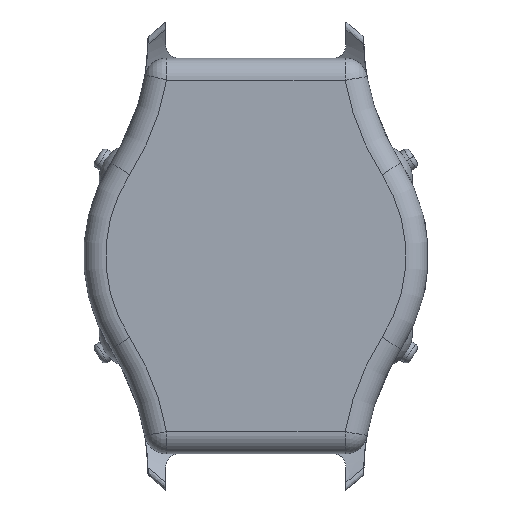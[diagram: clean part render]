
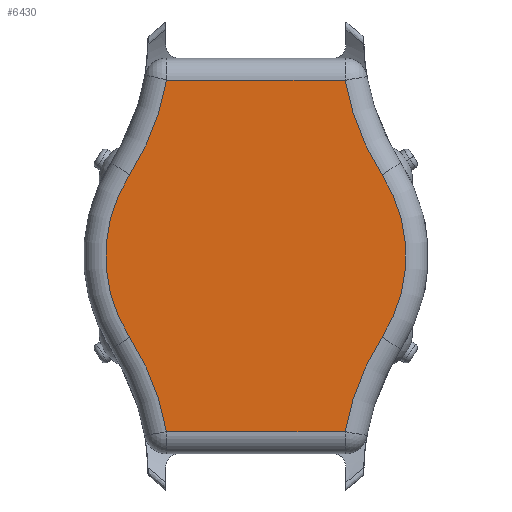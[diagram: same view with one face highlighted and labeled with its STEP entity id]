
A CAD part, front view. The second image highlights one B-rep face of the part: STEP entity #6430.
In plain terms, the highlighted planar face has unit normal (0, -1, 0).
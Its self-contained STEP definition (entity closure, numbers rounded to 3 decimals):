
#65 = VERTEX_POINT ( 'NONE', #2919 ) ;
#80 = EDGE_CURVE ( 'NONE', #3647, #22694, #14756, .T. ) ;
#415 = ORIENTED_EDGE ( 'NONE', *, *, #6768, .T. ) ;
#1577 = DIRECTION ( 'NONE',  ( 0., -1., 0. ) ) ;
#2919 = CARTESIAN_POINT ( 'NONE',  ( 10.123, -11.31, -19.9 ) ) ;
#2964 = LINE ( 'NONE', #23249, #31973 ) ;
#2990 = EDGE_CURVE ( 'NONE', #26230, #6926, #9607, .T. ) ;
#3259 = CARTESIAN_POINT ( 'NONE',  ( 10.123, -11.31, 19.9 ) ) ;
#3647 = VERTEX_POINT ( 'NONE', #18562 ) ;
#3813 = ORIENTED_EDGE ( 'NONE', *, *, #80, .T. ) ;
#4300 = ORIENTED_EDGE ( 'NONE', *, *, #6702, .T. ) ;
#4553 = CARTESIAN_POINT ( 'NONE',  ( 0., -11.31, 0. ) ) ;
#4691 = DIRECTION ( 'NONE',  ( 0., -1., 0. ) ) ;
#5729 = CARTESIAN_POINT ( 'NONE',  ( -14.293, -11.31, -9.203 ) ) ;
#5878 = AXIS2_PLACEMENT_3D ( 'NONE', #7184, #4691, #27794 ) ;
#6298 = AXIS2_PLACEMENT_3D ( 'NONE', #8245, #18208, #23038 ) ;
#6430 = ADVANCED_FACE ( 'NONE', ( #30043 ), #7105, .F. ) ;
#6702 = EDGE_CURVE ( 'NONE', #65, #7938, #9515, .T. ) ;
#6768 = EDGE_CURVE ( 'NONE', #22694, #26230, #18011, .T. ) ;
#6926 = VERTEX_POINT ( 'NONE', #28607 ) ;
#7000 = CARTESIAN_POINT ( 'NONE',  ( 14.293, -11.31, -9.203 ) ) ;
#7103 = VECTOR ( 'NONE', #18872, 1000. ) ;
#7105 = PLANE ( 'NONE',  #21239 ) ;
#7184 = CARTESIAN_POINT ( 'NONE',  ( 0., -11.31, 0. ) ) ;
#7261 = DIRECTION ( 'NONE',  ( 0., 0., 1. ) ) ;
#7785 = EDGE_CURVE ( 'NONE', #29490, #29942, #26981, .T. ) ;
#7938 = VERTEX_POINT ( 'NONE', #7000 ) ;
#8245 = CARTESIAN_POINT ( 'NONE',  ( -38.614, -11.31, 24.863 ) ) ;
#9145 = DIRECTION ( 'NONE',  ( 0., 0., 1. ) ) ;
#9515 = CIRCLE ( 'NONE', #26060, 28.85 ) ;
#9607 = CIRCLE ( 'NONE', #32457, 28.85 ) ;
#11623 = EDGE_CURVE ( 'NONE', #7938, #29490, #24798, .T. ) ;
#12166 = CARTESIAN_POINT ( 'NONE',  ( -38.55, -11.31, -24.822 ) ) ;
#12327 = DIRECTION ( 'NONE',  ( 0., 1., 0. ) ) ;
#13793 = DIRECTION ( 'NONE',  ( 0., 1., 0. ) ) ;
#14354 = CARTESIAN_POINT ( 'NONE',  ( -14.293, -11.31, 9.203 ) ) ;
#14598 = EDGE_LOOP ( 'NONE', ( #27249, #16164, #3813, #415, #30692, #21227, #4300, #28812 ) ) ;
#14756 = CIRCLE ( 'NONE', #6298, 28.926 ) ;
#15293 = DIRECTION ( 'NONE',  ( 0., 1., 0. ) ) ;
#15777 = AXIS2_PLACEMENT_3D ( 'NONE', #18961, #13793, #9145 ) ;
#16164 = ORIENTED_EDGE ( 'NONE', *, *, #24642, .T. ) ;
#17222 = CARTESIAN_POINT ( 'NONE',  ( 10.123, -11.31, 19.9 ) ) ;
#18011 = CIRCLE ( 'NONE', #5878, 17. ) ;
#18208 = DIRECTION ( 'NONE',  ( 0., 1., 0. ) ) ;
#18551 = LINE ( 'NONE', #18710, #7103 ) ;
#18562 = CARTESIAN_POINT ( 'NONE',  ( -10.117, -11.31, 19.9 ) ) ;
#18710 = CARTESIAN_POINT ( 'NONE',  ( 10.123, -11.31, -19.9 ) ) ;
#18872 = DIRECTION ( 'NONE',  ( 1., 0., 0. ) ) ;
#18961 = CARTESIAN_POINT ( 'NONE',  ( 38.55, -11.31, 24.822 ) ) ;
#19274 = CARTESIAN_POINT ( 'NONE',  ( 14.293, -11.31, 9.203 ) ) ;
#20601 = DIRECTION ( 'NONE',  ( -1., 0., 0. ) ) ;
#21227 = ORIENTED_EDGE ( 'NONE', *, *, #23991, .T. ) ;
#21239 = AXIS2_PLACEMENT_3D ( 'NONE', #17222, #32696, #7261 ) ;
#22694 = VERTEX_POINT ( 'NONE', #14354 ) ;
#23038 = DIRECTION ( 'NONE',  ( 0., 0., 1. ) ) ;
#23249 = CARTESIAN_POINT ( 'NONE',  ( 10.123, -11.31, 19.9 ) ) ;
#23991 = EDGE_CURVE ( 'NONE', #6926, #65, #18551, .T. ) ;
#24642 = EDGE_CURVE ( 'NONE', #29942, #3647, #2964, .T. ) ;
#24798 = CIRCLE ( 'NONE', #31184, 17. ) ;
#26060 = AXIS2_PLACEMENT_3D ( 'NONE', #32614, #15293, #32782 ) ;
#26230 = VERTEX_POINT ( 'NONE', #5729 ) ;
#26981 = CIRCLE ( 'NONE', #15777, 28.85 ) ;
#27179 = DIRECTION ( 'NONE',  ( 0., 0., 1. ) ) ;
#27249 = ORIENTED_EDGE ( 'NONE', *, *, #7785, .T. ) ;
#27794 = DIRECTION ( 'NONE',  ( 0., 0., 1. ) ) ;
#28607 = CARTESIAN_POINT ( 'NONE',  ( -10.123, -11.31, -19.9 ) ) ;
#28812 = ORIENTED_EDGE ( 'NONE', *, *, #11623, .T. ) ;
#29490 = VERTEX_POINT ( 'NONE', #19274 ) ;
#29942 = VERTEX_POINT ( 'NONE', #3259 ) ;
#30043 = FACE_OUTER_BOUND ( 'NONE', #14598, .T. ) ;
#30692 = ORIENTED_EDGE ( 'NONE', *, *, #2990, .T. ) ;
#31184 = AXIS2_PLACEMENT_3D ( 'NONE', #4553, #1577, #27179 ) ;
#31973 = VECTOR ( 'NONE', #20601, 1000. ) ;
#32457 = AXIS2_PLACEMENT_3D ( 'NONE', #12166, #12327, #32479 ) ;
#32479 = DIRECTION ( 'NONE',  ( 0., 0., 1. ) ) ;
#32614 = CARTESIAN_POINT ( 'NONE',  ( 38.55, -11.31, -24.822 ) ) ;
#32696 = DIRECTION ( 'NONE',  ( 0., 1., 0. ) ) ;
#32782 = DIRECTION ( 'NONE',  ( 0., 0., 1. ) ) ;
